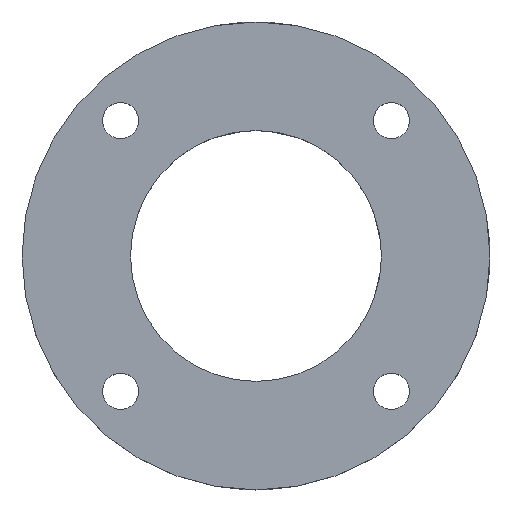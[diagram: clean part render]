
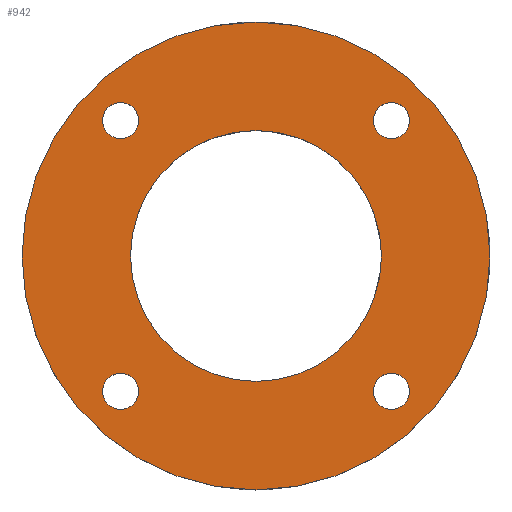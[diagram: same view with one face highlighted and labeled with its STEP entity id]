
A CAD part, top view. The second image highlights one B-rep face of the part: STEP entity #942.
In plain terms, the highlighted planar face has unit normal (0, 0, 1).
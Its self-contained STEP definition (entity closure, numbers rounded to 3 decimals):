
#3 = AXIS2_PLACEMENT_3D ( 'NONE', #329, #69, #572 ) ;
#6 = CARTESIAN_POINT ( 'NONE',  ( 0., 0., 6. ) ) ;
#17 = CARTESIAN_POINT ( 'NONE',  ( -55., 0., 6. ) ) ;
#19 = VERTEX_POINT ( 'NONE', #17 ) ;
#32 = FACE_BOUND ( 'NONE', #997, .T. ) ;
#33 = EDGE_CURVE ( 'NONE', #960, #673, #352, .T. ) ;
#42 = CIRCLE ( 'NONE', #436, 4.25 ) ;
#69 = DIRECTION ( 'NONE',  ( 0., 0., 1. ) ) ;
#88 = DIRECTION ( 'NONE',  ( 0., 0., 1. ) ) ;
#122 = DIRECTION ( 'NONE',  ( 1., 0., 0. ) ) ;
#128 = AXIS2_PLACEMENT_3D ( 'NONE', #461, #542, #122 ) ;
#148 = CIRCLE ( 'NONE', #3, 4.25 ) ;
#149 = EDGE_CURVE ( 'NONE', #151, #576, #878, .T. ) ;
#151 = VERTEX_POINT ( 'NONE', #228 ) ;
#157 = EDGE_CURVE ( 'NONE', #576, #151, #148, .T. ) ;
#166 = DIRECTION ( 'NONE',  ( 0., -1., 0. ) ) ;
#193 = DIRECTION ( 'NONE',  ( 1., 0., 0. ) ) ;
#203 = EDGE_CURVE ( 'NONE', #673, #960, #294, .T. ) ;
#222 = ORIENTED_EDGE ( 'NONE', *, *, #149, .F. ) ;
#228 = CARTESIAN_POINT ( 'NONE',  ( -36.07, 31.82, 6. ) ) ;
#229 = EDGE_CURVE ( 'NONE', #19, #312, #785, .T. ) ;
#259 = VERTEX_POINT ( 'NONE', #712 ) ;
#263 = CARTESIAN_POINT ( 'NONE',  ( 29.5, 0., 6. ) ) ;
#268 = DIRECTION ( 'NONE',  ( 0., 0., 1. ) ) ;
#269 = EDGE_CURVE ( 'NONE', #259, #959, #364, .T. ) ;
#272 = AXIS2_PLACEMENT_3D ( 'NONE', #6, #357, #274 ) ;
#274 = DIRECTION ( 'NONE',  ( 1., 0., 0. ) ) ;
#279 = CARTESIAN_POINT ( 'NONE',  ( 36.07, 31.82, 6. ) ) ;
#285 = ORIENTED_EDGE ( 'NONE', *, *, #33, .F. ) ;
#288 = DIRECTION ( 'NONE',  ( 0., 0., 1. ) ) ;
#294 = CIRCLE ( 'NONE', #128, 29.5 ) ;
#298 = AXIS2_PLACEMENT_3D ( 'NONE', #560, #302, #980 ) ;
#302 = DIRECTION ( 'NONE',  ( 0., 0., 1. ) ) ;
#306 = DIRECTION ( 'NONE',  ( 0., 1., 0. ) ) ;
#310 = CARTESIAN_POINT ( 'NONE',  ( -31.82, -31.82, 6. ) ) ;
#312 = VERTEX_POINT ( 'NONE', #983 ) ;
#317 = AXIS2_PLACEMENT_3D ( 'NONE', #310, #648, #306 ) ;
#318 = DIRECTION ( 'NONE',  ( 0., 0., 1. ) ) ;
#327 = EDGE_CURVE ( 'NONE', #372, #1025, #333, .T. ) ;
#329 = CARTESIAN_POINT ( 'NONE',  ( -31.82, 31.82, 6. ) ) ;
#333 = CIRCLE ( 'NONE', #390, 4.25 ) ;
#335 = EDGE_CURVE ( 'NONE', #703, #647, #1014, .T. ) ;
#352 = CIRCLE ( 'NONE', #439, 29.5 ) ;
#357 = DIRECTION ( 'NONE',  ( 0., 0., 1. ) ) ;
#364 = CIRCLE ( 'NONE', #298, 4.25 ) ;
#372 = VERTEX_POINT ( 'NONE', #574 ) ;
#390 = AXIS2_PLACEMENT_3D ( 'NONE', #828, #911, #743 ) ;
#415 = ORIENTED_EDGE ( 'NONE', *, *, #327, .F. ) ;
#421 = DIRECTION ( 'NONE',  ( 1., 0., 0. ) ) ;
#428 = CARTESIAN_POINT ( 'NONE',  ( 31.82, 31.82, 6. ) ) ;
#432 = CARTESIAN_POINT ( 'NONE',  ( 36.07, -31.82, 6. ) ) ;
#436 = AXIS2_PLACEMENT_3D ( 'NONE', #939, #774, #589 ) ;
#439 = AXIS2_PLACEMENT_3D ( 'NONE', #440, #288, #787 ) ;
#440 = CARTESIAN_POINT ( 'NONE',  ( 0., 0., 6. ) ) ;
#461 = CARTESIAN_POINT ( 'NONE',  ( 0., 0., 6. ) ) ;
#464 = DIRECTION ( 'NONE',  ( 0., 0., 1. ) ) ;
#479 = ORIENTED_EDGE ( 'NONE', *, *, #577, .F. ) ;
#504 = CARTESIAN_POINT ( 'NONE',  ( -29.5, 0., 6. ) ) ;
#506 = CARTESIAN_POINT ( 'NONE',  ( -27.57, 31.82, 6. ) ) ;
#512 = AXIS2_PLACEMENT_3D ( 'NONE', #888, #464, #193 ) ;
#542 = DIRECTION ( 'NONE',  ( 0., 0., 1. ) ) ;
#558 = DIRECTION ( 'NONE',  ( 1., 0., 0. ) ) ;
#560 = CARTESIAN_POINT ( 'NONE',  ( 31.82, -31.82, 6. ) ) ;
#562 = EDGE_LOOP ( 'NONE', ( #931, #777 ) ) ;
#565 = EDGE_LOOP ( 'NONE', ( #635, #285 ) ) ;
#572 = DIRECTION ( 'NONE',  ( 1., 0., 0. ) ) ;
#574 = CARTESIAN_POINT ( 'NONE',  ( 27.57, 31.82, 6. ) ) ;
#576 = VERTEX_POINT ( 'NONE', #506 ) ;
#577 = EDGE_CURVE ( 'NONE', #1025, #372, #660, .T. ) ;
#589 = DIRECTION ( 'NONE',  ( -1., 0., 0. ) ) ;
#629 = FACE_OUTER_BOUND ( 'NONE', #898, .T. ) ;
#635 = ORIENTED_EDGE ( 'NONE', *, *, #203, .F. ) ;
#647 = VERTEX_POINT ( 'NONE', #1033 ) ;
#648 = DIRECTION ( 'NONE',  ( 0., 0., 1. ) ) ;
#658 = FACE_BOUND ( 'NONE', #766, .T. ) ;
#660 = CIRCLE ( 'NONE', #669, 4.25 ) ;
#669 = AXIS2_PLACEMENT_3D ( 'NONE', #428, #934, #166 ) ;
#673 = VERTEX_POINT ( 'NONE', #504 ) ;
#683 = CARTESIAN_POINT ( 'NONE',  ( 0., 0., 6. ) ) ;
#703 = VERTEX_POINT ( 'NONE', #885 ) ;
#712 = CARTESIAN_POINT ( 'NONE',  ( 27.57, -31.82, 6. ) ) ;
#743 = DIRECTION ( 'NONE',  ( 0., -1., 0. ) ) ;
#751 = FACE_BOUND ( 'NONE', #562, .T. ) ;
#761 = FACE_BOUND ( 'NONE', #565, .T. ) ;
#766 = EDGE_LOOP ( 'NONE', ( #880, #1096 ) ) ;
#771 = CIRCLE ( 'NONE', #775, 4.25 ) ;
#774 = DIRECTION ( 'NONE',  ( 0., 0., 1. ) ) ;
#775 = AXIS2_PLACEMENT_3D ( 'NONE', #779, #268, #851 ) ;
#777 = ORIENTED_EDGE ( 'NONE', *, *, #269, .F. ) ;
#779 = CARTESIAN_POINT ( 'NONE',  ( -31.82, -31.82, 6. ) ) ;
#785 = CIRCLE ( 'NONE', #512, 55. ) ;
#787 = DIRECTION ( 'NONE',  ( 1., 0., 0. ) ) ;
#826 = CIRCLE ( 'NONE', #272, 55. ) ;
#828 = CARTESIAN_POINT ( 'NONE',  ( 31.82, 31.82, 6. ) ) ;
#832 = AXIS2_PLACEMENT_3D ( 'NONE', #683, #88, #421 ) ;
#849 = PLANE ( 'NONE',  #832 ) ;
#851 = DIRECTION ( 'NONE',  ( 0., 1., 0. ) ) ;
#857 = ORIENTED_EDGE ( 'NONE', *, *, #229, .T. ) ;
#870 = ORIENTED_EDGE ( 'NONE', *, *, #157, .F. ) ;
#878 = CIRCLE ( 'NONE', #1023, 4.25 ) ;
#880 = ORIENTED_EDGE ( 'NONE', *, *, #335, .F. ) ;
#885 = CARTESIAN_POINT ( 'NONE',  ( -27.57, -31.82, 6. ) ) ;
#888 = CARTESIAN_POINT ( 'NONE',  ( 0., 0., 6. ) ) ;
#898 = EDGE_LOOP ( 'NONE', ( #857, #932 ) ) ;
#911 = DIRECTION ( 'NONE',  ( 0., 0., 1. ) ) ;
#931 = ORIENTED_EDGE ( 'NONE', *, *, #957, .F. ) ;
#932 = ORIENTED_EDGE ( 'NONE', *, *, #995, .T. ) ;
#934 = DIRECTION ( 'NONE',  ( 0., 0., 1. ) ) ;
#939 = CARTESIAN_POINT ( 'NONE',  ( 31.82, -31.82, 6. ) ) ;
#942 = ADVANCED_FACE ( 'NONE', ( #971, #751, #658, #32, #629, #761 ), #849, .T. ) ;
#944 = EDGE_CURVE ( 'NONE', #647, #703, #771, .T. ) ;
#957 = EDGE_CURVE ( 'NONE', #959, #259, #42, .T. ) ;
#959 = VERTEX_POINT ( 'NONE', #432 ) ;
#960 = VERTEX_POINT ( 'NONE', #263 ) ;
#971 = FACE_BOUND ( 'NONE', #1027, .T. ) ;
#980 = DIRECTION ( 'NONE',  ( -1., 0., 0. ) ) ;
#983 = CARTESIAN_POINT ( 'NONE',  ( 55., 0., 6. ) ) ;
#995 = EDGE_CURVE ( 'NONE', #312, #19, #826, .T. ) ;
#997 = EDGE_LOOP ( 'NONE', ( #870, #222 ) ) ;
#1014 = CIRCLE ( 'NONE', #317, 4.25 ) ;
#1023 = AXIS2_PLACEMENT_3D ( 'NONE', #1076, #318, #558 ) ;
#1025 = VERTEX_POINT ( 'NONE', #279 ) ;
#1027 = EDGE_LOOP ( 'NONE', ( #479, #415 ) ) ;
#1033 = CARTESIAN_POINT ( 'NONE',  ( -36.07, -31.82, 6. ) ) ;
#1076 = CARTESIAN_POINT ( 'NONE',  ( -31.82, 31.82, 6. ) ) ;
#1096 = ORIENTED_EDGE ( 'NONE', *, *, #944, .F. ) ;
